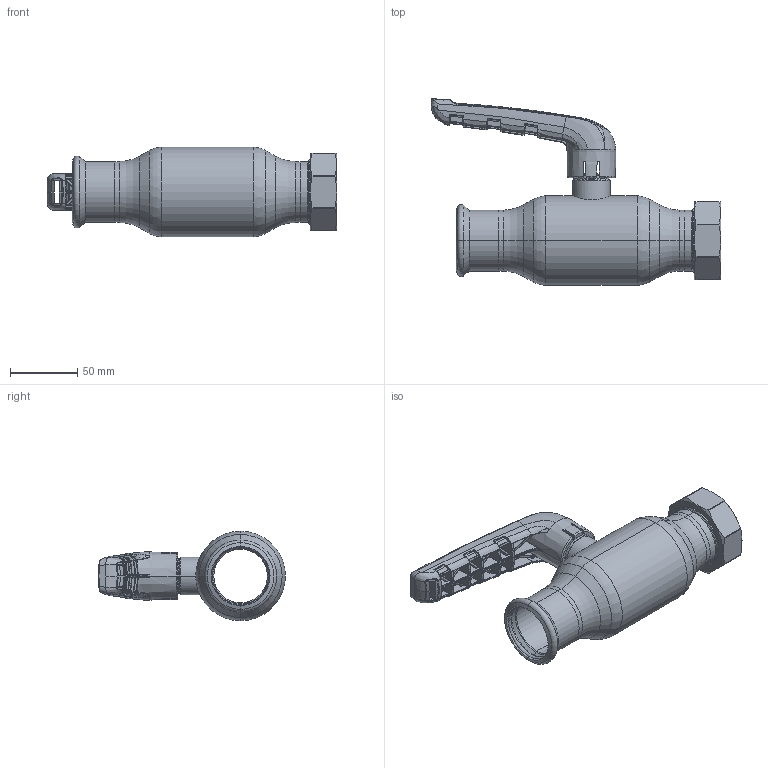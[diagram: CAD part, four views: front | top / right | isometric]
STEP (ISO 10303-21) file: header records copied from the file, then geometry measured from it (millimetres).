
FILE_DESCRIPTION (( 'STEP AP214' ), '1' );
FILE_NAME ('XPR21400 DN40 G1 34 x 42 .step', '2018-09-27T09:15:48', ( '' ), ( '' ), 'SwSTEP 2.0', 'SolidWorks 2017', '' );
FILE_SCHEMA (( 'AUTOMOTIVE_DESIGN' ));
Length unit declared in the file: millimetre
Products named in the file (1): XPR21400 DN40 G1 34 x 42 
Bounding box: 215.75 x 139.05 x 66.68 mm (x, y, z)
Surface area: 79920.3 mm2 (no closed solid volume)
Topology: 0 solids, 12 shells, 872 faces, 2855 edges, 1840 vertices
Faces by surface type: bspline 693, cylinder 50, plane 48, cone 38, torus 35, sphere 8
Entity records: 63912 total; most frequent: CARTESIAN_POINT 36155, ORIENTED_EDGE 4572, EDGE_CURVE 2833, DIRECTION 1953, B_SPLINE_CURVE_WITH_KNOTS 1943, VERTEX_POINT 1836, EDGE_LOOP 886, AXIS2_PLACEMENT_3D 885
